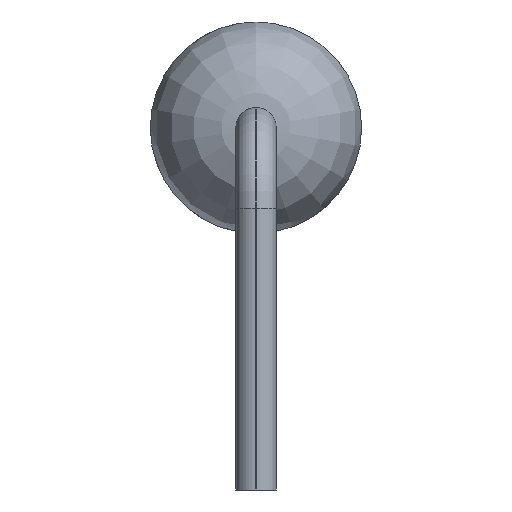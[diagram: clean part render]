
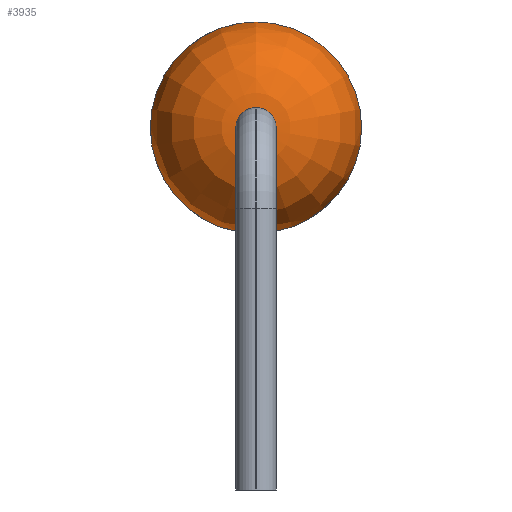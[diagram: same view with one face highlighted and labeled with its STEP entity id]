
A CAD part, left-side view. The second image highlights one B-rep face of the part: STEP entity #3935.
In plain terms, the highlighted face is a revolution surface.
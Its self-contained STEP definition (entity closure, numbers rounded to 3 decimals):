
#3865 = CYLINDRICAL_SURFACE('',#3866,2.1);
#3866 = AXIS2_PLACEMENT_3D('',#3867,#3868,#3869);
#3867 = CARTESIAN_POINT('',(-4.25,0.,0.));
#3868 = DIRECTION('',(1.,0.,0.));
#3869 = DIRECTION('',(0.,0.,1.));
#3881 = VERTEX_POINT('',#3882);
#3882 = CARTESIAN_POINT('',(-4.25,0.,2.1));
#3903 = EDGE_CURVE('',#3881,#3881,#3904,.T.);
#3904 = SURFACE_CURVE('',#3905,(#3910,#3917),.PCURVE_S1.);
#3905 = CIRCLE('',#3906,2.1);
#3906 = AXIS2_PLACEMENT_3D('',#3907,#3908,#3909);
#3907 = CARTESIAN_POINT('',(-4.25,0.,0.));
#3908 = DIRECTION('',(1.,0.,-0.));
#3909 = DIRECTION('',(0.,0.,1.));
#3910 = PCURVE('',#3865,#3911);
#3911 = DEFINITIONAL_REPRESENTATION('',(#3912),#3916);
#3912 = LINE('',#3913,#3914);
#3913 = CARTESIAN_POINT('',(0.,0.));
#3914 = VECTOR('',#3915,1.);
#3915 = DIRECTION('',(1.,0.));
#3916 = ( GEOMETRIC_REPRESENTATION_CONTEXT(2) 
PARAMETRIC_REPRESENTATION_CONTEXT() REPRESENTATION_CONTEXT('2D SPACE',''
  ) );
#3917 = PCURVE('',#3918,#3927);
#3918 = SURFACE_OF_REVOLUTION('',#3919,#3924);
#3919 = CIRCLE('',#3920,1.7);
#3920 = AXIS2_PLACEMENT_3D('',#3921,#3922,#3923);
#3921 = CARTESIAN_POINT('',(-4.25,0.,0.4));
#3922 = DIRECTION('',(0.,-1.,0.));
#3923 = DIRECTION('',(1.,0.,0.));
#3924 = AXIS1_PLACEMENT('',#3925,#3926);
#3925 = CARTESIAN_POINT('',(0.,0.,0.));
#3926 = DIRECTION('',(1.,0.,0.));
#3927 = DEFINITIONAL_REPRESENTATION('',(#3928),#3932);
#3928 = LINE('',#3929,#3930);
#3929 = CARTESIAN_POINT('',(0.,1.571));
#3930 = VECTOR('',#3931,1.);
#3931 = DIRECTION('',(1.,0.));
#3932 = ( GEOMETRIC_REPRESENTATION_CONTEXT(2) 
PARAMETRIC_REPRESENTATION_CONTEXT() REPRESENTATION_CONTEXT('2D SPACE',''
  ) );
#3935 = ADVANCED_FACE('',(#3936),#3918,.F.);
#3936 = FACE_BOUND('',#3937,.F.);
#3937 = EDGE_LOOP('',(#3938,#3939,#3963,#3990));
#3938 = ORIENTED_EDGE('',*,*,#3903,.T.);
#3939 = ORIENTED_EDGE('',*,*,#3940,.T.);
#3940 = EDGE_CURVE('',#3881,#3941,#3943,.T.);
#3941 = VERTEX_POINT('',#3942);
#3942 = CARTESIAN_POINT('',(-5.95,0.,0.4));
#3943 = SEAM_CURVE('',#3944,(#3949,#3956),.PCURVE_S1.);
#3944 = CIRCLE('',#3945,1.7);
#3945 = AXIS2_PLACEMENT_3D('',#3946,#3947,#3948);
#3946 = CARTESIAN_POINT('',(-4.25,0.,0.4));
#3947 = DIRECTION('',(0.,-1.,0.));
#3948 = DIRECTION('',(1.,0.,0.));
#3949 = PCURVE('',#3918,#3950);
#3950 = DEFINITIONAL_REPRESENTATION('',(#3951),#3955);
#3951 = LINE('',#3952,#3953);
#3952 = CARTESIAN_POINT('',(0.,0.));
#3953 = VECTOR('',#3954,1.);
#3954 = DIRECTION('',(0.,1.));
#3955 = ( GEOMETRIC_REPRESENTATION_CONTEXT(2) 
PARAMETRIC_REPRESENTATION_CONTEXT() REPRESENTATION_CONTEXT('2D SPACE',''
  ) );
#3956 = PCURVE('',#3918,#3957);
#3957 = DEFINITIONAL_REPRESENTATION('',(#3958),#3962);
#3958 = LINE('',#3959,#3960);
#3959 = CARTESIAN_POINT('',(6.283,0.));
#3960 = VECTOR('',#3961,1.);
#3961 = DIRECTION('',(0.,1.));
#3962 = ( GEOMETRIC_REPRESENTATION_CONTEXT(2) 
PARAMETRIC_REPRESENTATION_CONTEXT() REPRESENTATION_CONTEXT('2D SPACE',''
  ) );
#3963 = ORIENTED_EDGE('',*,*,#3964,.F.);
#3964 = EDGE_CURVE('',#3941,#3941,#3965,.T.);
#3965 = SURFACE_CURVE('',#3966,(#3971,#3978),.PCURVE_S1.);
#3966 = CIRCLE('',#3967,0.4);
#3967 = AXIS2_PLACEMENT_3D('',#3968,#3969,#3970);
#3968 = CARTESIAN_POINT('',(-5.95,0.,0.));
#3969 = DIRECTION('',(1.,0.,-0.));
#3970 = DIRECTION('',(0.,0.,1.));
#3971 = PCURVE('',#3918,#3972);
#3972 = DEFINITIONAL_REPRESENTATION('',(#3973),#3977);
#3973 = LINE('',#3974,#3975);
#3974 = CARTESIAN_POINT('',(0.,3.142));
#3975 = VECTOR('',#3976,1.);
#3976 = DIRECTION('',(1.,0.));
#3977 = ( GEOMETRIC_REPRESENTATION_CONTEXT(2) 
PARAMETRIC_REPRESENTATION_CONTEXT() REPRESENTATION_CONTEXT('2D SPACE',''
  ) );
#3978 = PCURVE('',#3979,#3984);
#3979 = PLANE('',#3980);
#3980 = AXIS2_PLACEMENT_3D('',#3981,#3982,#3983);
#3981 = CARTESIAN_POINT('',(-5.95,0.,0.));
#3982 = DIRECTION('',(1.,0.,0.));
#3983 = DIRECTION('',(0.,0.,1.));
#3984 = DEFINITIONAL_REPRESENTATION('',(#3985),#3989);
#3985 = CIRCLE('',#3986,0.4);
#3986 = AXIS2_PLACEMENT_2D('',#3987,#3988);
#3987 = CARTESIAN_POINT('',(0.,0.));
#3988 = DIRECTION('',(1.,0.));
#3989 = ( GEOMETRIC_REPRESENTATION_CONTEXT(2) 
PARAMETRIC_REPRESENTATION_CONTEXT() REPRESENTATION_CONTEXT('2D SPACE',''
  ) );
#3990 = ORIENTED_EDGE('',*,*,#3940,.F.);
